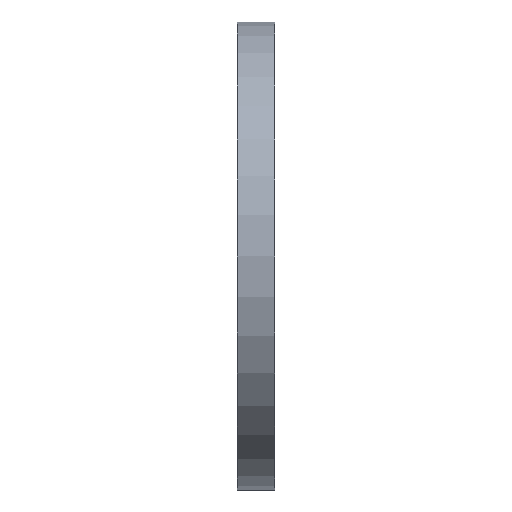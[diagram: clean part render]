
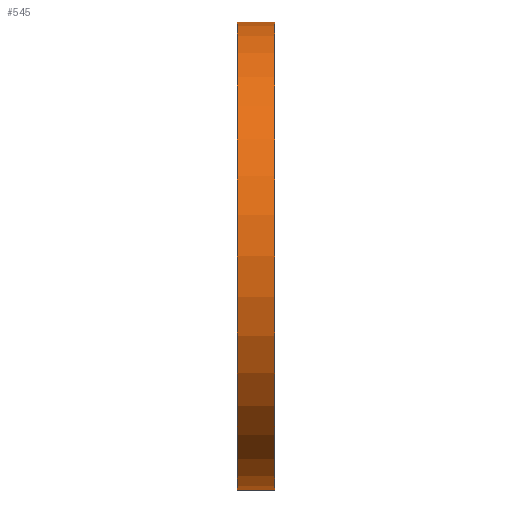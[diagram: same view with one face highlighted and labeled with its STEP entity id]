
A CAD part, front view. The second image highlights one B-rep face of the part: STEP entity #545.
In plain terms, the highlighted cylindrical face has radius 12.5 mm (diameter 25 mm), a partial arc.
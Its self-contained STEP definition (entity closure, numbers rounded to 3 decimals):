
#27 = DIRECTION ( 'NONE',  ( -1., 0., 0. ) ) ;
#88 = DIRECTION ( 'NONE',  ( 0., 0., -1. ) ) ;
#124 = EDGE_CURVE ( 'NONE', #530, #684, #845, .T. ) ;
#160 = CARTESIAN_POINT ( 'NONE',  ( 0., 0., 0. ) ) ;
#211 = DIRECTION ( 'NONE',  ( -1., 0., 0. ) ) ;
#214 = EDGE_CURVE ( 'NONE', #684, #506, #249, .T. ) ;
#249 = CIRCLE ( 'NONE', #357, 12.5 ) ;
#265 = CARTESIAN_POINT ( 'NONE',  ( 2., 0., 0. ) ) ;
#307 = DIRECTION ( 'NONE',  ( 1., 0., 0. ) ) ;
#320 = EDGE_CURVE ( 'NONE', #509, #506, #632, .T. ) ;
#337 = VECTOR ( 'NONE', #513, 1000. ) ;
#340 = DIRECTION ( 'NONE',  ( 1., 0., 0. ) ) ;
#357 = AXIS2_PLACEMENT_3D ( 'NONE', #160, #307, #88 ) ;
#371 = AXIS2_PLACEMENT_3D ( 'NONE', #909, #211, #429 ) ;
#388 = ORIENTED_EDGE ( 'NONE', *, *, #214, .T. ) ;
#429 = DIRECTION ( 'NONE',  ( 0., 0., 1. ) ) ;
#491 = FACE_OUTER_BOUND ( 'NONE', #553, .T. ) ;
#506 = VERTEX_POINT ( 'NONE', #742 ) ;
#509 = VERTEX_POINT ( 'NONE', #903 ) ;
#513 = DIRECTION ( 'NONE',  ( -1., 0., 0. ) ) ;
#530 = VERTEX_POINT ( 'NONE', #962 ) ;
#541 = ORIENTED_EDGE ( 'NONE', *, *, #877, .F. ) ;
#545 = ADVANCED_FACE ( 'NONE', ( #491 ), #714, .T. ) ;
#553 = EDGE_LOOP ( 'NONE', ( #926, #541, #705, #388 ) ) ;
#582 = VECTOR ( 'NONE', #27, 1000. ) ;
#630 = CARTESIAN_POINT ( 'NONE',  ( 0., 0., 12.5 ) ) ;
#632 = LINE ( 'NONE', #721, #582 ) ;
#684 = VERTEX_POINT ( 'NONE', #630 ) ;
#705 = ORIENTED_EDGE ( 'NONE', *, *, #124, .T. ) ;
#714 = CYLINDRICAL_SURFACE ( 'NONE', #371, 12.5 ) ;
#721 = CARTESIAN_POINT ( 'NONE',  ( 2., 0., -12.5 ) ) ;
#731 = AXIS2_PLACEMENT_3D ( 'NONE', #265, #340, #898 ) ;
#742 = CARTESIAN_POINT ( 'NONE',  ( 0., 0., -12.5 ) ) ;
#787 = CIRCLE ( 'NONE', #731, 12.5 ) ;
#845 = LINE ( 'NONE', #985, #337 ) ;
#877 = EDGE_CURVE ( 'NONE', #530, #509, #787, .T. ) ;
#898 = DIRECTION ( 'NONE',  ( 0., 0., -1. ) ) ;
#903 = CARTESIAN_POINT ( 'NONE',  ( 2., 0., -12.5 ) ) ;
#909 = CARTESIAN_POINT ( 'NONE',  ( 2., 0., 0. ) ) ;
#926 = ORIENTED_EDGE ( 'NONE', *, *, #320, .F. ) ;
#962 = CARTESIAN_POINT ( 'NONE',  ( 2., 0., 12.5 ) ) ;
#985 = CARTESIAN_POINT ( 'NONE',  ( 2., 0., 12.5 ) ) ;
